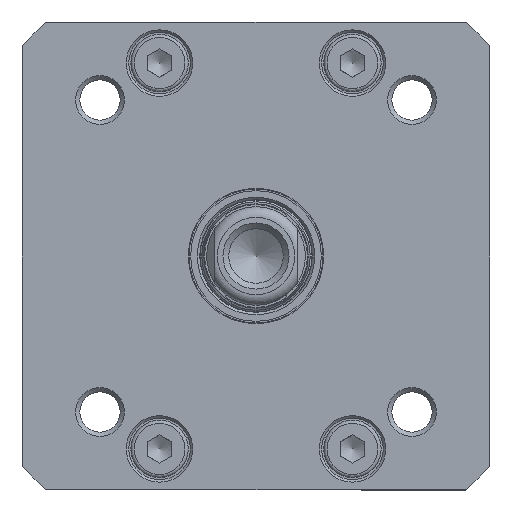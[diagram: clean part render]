
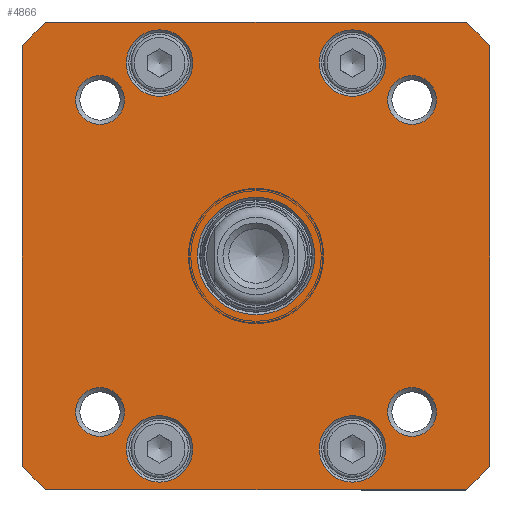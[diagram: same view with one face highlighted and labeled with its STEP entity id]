
A CAD part, front view. The second image highlights one B-rep face of the part: STEP entity #4866.
In plain terms, the highlighted face is planar.
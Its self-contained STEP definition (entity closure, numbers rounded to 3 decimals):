
#4692=CARTESIAN_POINT('',(0.,87.375,0.));
#4693=DIRECTION('',(0.0,-1.0,0.0));
#4694=DIRECTION('',(0.0,0.0,-1.0));
#4695=AXIS2_PLACEMENT_3D('',#4692,#4693,#4694);
#4696=PLANE('',#4695);
#4697=CARTESIAN_POINT('',(28.5,87.375,25.511));
#4698=VERTEX_POINT('',#4697);
#4699=CARTESIAN_POINT('',(25.511,87.375,28.5));
#4700=VERTEX_POINT('',#4699);
#4701=CARTESIAN_POINT('',(0.0,87.375,0.0));
#4702=DIRECTION('',(0.0,-1.0,0.0));
#4703=DIRECTION('',(-0.745,0.0,-0.667));
#4704=AXIS2_PLACEMENT_3D('',#4701,#4702,#4703);
#4705=CIRCLE('',#4704,38.25);
#4706=EDGE_CURVE('',#4698,#4700,#4705,.T.);
#4707=ORIENTED_EDGE('',*,*,#4706,.F.);
#4708=CARTESIAN_POINT('',(28.5,87.375,-25.511));
#4709=VERTEX_POINT('',#4708);
#4710=CARTESIAN_POINT('',(28.5,87.375,-25.511));
#4711=DIRECTION('',(0.0,0.0,1.0));
#4712=VECTOR('',#4711,51.022);
#4713=LINE('',#4710,#4712);
#4714=EDGE_CURVE('',#4709,#4698,#4713,.T.);
#4715=ORIENTED_EDGE('',*,*,#4714,.F.);
#4716=CARTESIAN_POINT('',(25.511,87.375,-28.5));
#4717=VERTEX_POINT('',#4716);
#4718=CARTESIAN_POINT('',(0.0,87.375,0.0));
#4719=DIRECTION('',(0.0,-1.0,0.0));
#4720=DIRECTION('',(-0.667,0.0,0.745));
#4721=AXIS2_PLACEMENT_3D('',#4718,#4719,#4720);
#4722=CIRCLE('',#4721,38.25);
#4723=EDGE_CURVE('',#4717,#4709,#4722,.T.);
#4724=ORIENTED_EDGE('',*,*,#4723,.F.);
#4725=CARTESIAN_POINT('',(-25.511,87.375,-28.5));
#4726=VERTEX_POINT('',#4725);
#4727=CARTESIAN_POINT('',(-25.511,87.375,-28.5));
#4728=DIRECTION('',(1.0,0.0,0.0));
#4729=VECTOR('',#4728,51.022);
#4730=LINE('',#4727,#4729);
#4731=EDGE_CURVE('',#4726,#4717,#4730,.T.);
#4732=ORIENTED_EDGE('',*,*,#4731,.F.);
#4733=CARTESIAN_POINT('',(-28.5,87.375,-25.511));
#4734=VERTEX_POINT('',#4733);
#4735=CARTESIAN_POINT('',(0.0,87.375,0.0));
#4736=DIRECTION('',(0.0,-1.0,0.0));
#4737=DIRECTION('',(0.745,0.0,0.667));
#4738=AXIS2_PLACEMENT_3D('',#4735,#4736,#4737);
#4739=CIRCLE('',#4738,38.25);
#4740=EDGE_CURVE('',#4734,#4726,#4739,.T.);
#4741=ORIENTED_EDGE('',*,*,#4740,.F.);
#4742=CARTESIAN_POINT('',(-28.5,87.375,25.511));
#4743=VERTEX_POINT('',#4742);
#4744=CARTESIAN_POINT('',(-28.5,87.375,25.511));
#4745=DIRECTION('',(0.0,0.0,-1.0));
#4746=VECTOR('',#4745,51.022);
#4747=LINE('',#4744,#4746);
#4748=EDGE_CURVE('',#4743,#4734,#4747,.T.);
#4749=ORIENTED_EDGE('',*,*,#4748,.F.);
#4750=CARTESIAN_POINT('',(-25.511,87.375,28.5));
#4751=VERTEX_POINT('',#4750);
#4752=CARTESIAN_POINT('',(0.0,87.375,0.0));
#4753=DIRECTION('',(0.0,-1.0,0.0));
#4754=DIRECTION('',(0.667,0.0,-0.745));
#4755=AXIS2_PLACEMENT_3D('',#4752,#4753,#4754);
#4756=CIRCLE('',#4755,38.25);
#4757=EDGE_CURVE('',#4751,#4743,#4756,.T.);
#4758=ORIENTED_EDGE('',*,*,#4757,.F.);
#4759=CARTESIAN_POINT('',(25.511,87.375,28.5));
#4760=DIRECTION('',(-1.0,0.0,0.0));
#4761=VECTOR('',#4760,51.022);
#4762=LINE('',#4759,#4761);
#4763=EDGE_CURVE('',#4700,#4751,#4762,.T.);
#4764=ORIENTED_EDGE('',*,*,#4763,.F.);
#4765=EDGE_LOOP('',(#4707,#4715,#4724,#4732,#4741,#4749,#4758,#4764));
#4766=FACE_OUTER_BOUND('',#4765,.T.);
#4767=CARTESIAN_POINT('',(-21.958,87.375,19.0));
#4768=VERTEX_POINT('',#4767);
#4769=CARTESIAN_POINT('',(-19.,87.375,19.0));
#4770=DIRECTION('',(0.0,1.0,0.0));
#4771=DIRECTION('',(1.0,0.0,0.0));
#4772=AXIS2_PLACEMENT_3D('',#4769,#4770,#4771);
#4773=CIRCLE('',#4772,2.959);
#4774=EDGE_CURVE('',#4768,#4768,#4773,.T.);
#4775=ORIENTED_EDGE('',*,*,#4774,.F.);
#4776=EDGE_LOOP('',(#4775));
#4777=FACE_BOUND('',#4776,.T.);
#4778=CARTESIAN_POINT('',(16.042,87.375,-19.0));
#4779=VERTEX_POINT('',#4778);
#4780=CARTESIAN_POINT('',(19.,87.375,-19.0));
#4781=DIRECTION('',(0.0,1.0,0.0));
#4782=DIRECTION('',(1.0,0.0,0.0));
#4783=AXIS2_PLACEMENT_3D('',#4780,#4781,#4782);
#4784=CIRCLE('',#4783,2.958);
#4785=EDGE_CURVE('',#4779,#4779,#4784,.T.);
#4786=ORIENTED_EDGE('',*,*,#4785,.F.);
#4787=EDGE_LOOP('',(#4786));
#4788=FACE_BOUND('',#4787,.T.);
#4789=CARTESIAN_POINT('',(7.7,87.375,23.5));
#4790=VERTEX_POINT('',#4789);
#4791=CARTESIAN_POINT('',(11.75,87.375,23.5));
#4792=DIRECTION('',(0.0,1.0,0.0));
#4793=DIRECTION('',(1.0,0.0,0.0));
#4794=AXIS2_PLACEMENT_3D('',#4791,#4792,#4793);
#4795=CIRCLE('',#4794,4.05);
#4796=EDGE_CURVE('',#4790,#4790,#4795,.T.);
#4797=ORIENTED_EDGE('',*,*,#4796,.F.);
#4798=EDGE_LOOP('',(#4797));
#4799=FACE_BOUND('',#4798,.T.);
#4800=CARTESIAN_POINT('',(7.7,87.375,-23.5));
#4801=VERTEX_POINT('',#4800);
#4802=CARTESIAN_POINT('',(11.75,87.375,-23.5));
#4803=DIRECTION('',(0.0,1.0,0.0));
#4804=DIRECTION('',(1.0,0.0,0.0));
#4805=AXIS2_PLACEMENT_3D('',#4802,#4803,#4804);
#4806=CIRCLE('',#4805,4.05);
#4807=EDGE_CURVE('',#4801,#4801,#4806,.T.);
#4808=ORIENTED_EDGE('',*,*,#4807,.F.);
#4809=EDGE_LOOP('',(#4808));
#4810=FACE_BOUND('',#4809,.T.);
#4811=CARTESIAN_POINT('',(7.15,87.375,0.));
#4812=VERTEX_POINT('',#4811);
#4813=CARTESIAN_POINT('',(0.0,87.375,0.0));
#4814=DIRECTION('',(0.0,1.0,0.0));
#4815=DIRECTION('',(-1.0,0.0,0.0));
#4816=AXIS2_PLACEMENT_3D('',#4813,#4814,#4815);
#4817=CIRCLE('',#4816,7.15);
#4818=EDGE_CURVE('',#4812,#4812,#4817,.T.);
#4819=ORIENTED_EDGE('',*,*,#4818,.F.);
#4820=EDGE_LOOP('',(#4819));
#4821=FACE_BOUND('',#4820,.T.);
#4822=CARTESIAN_POINT('',(-15.8,87.375,-23.5));
#4823=VERTEX_POINT('',#4822);
#4824=CARTESIAN_POINT('',(-11.75,87.375,-23.5));
#4825=DIRECTION('',(0.0,1.0,0.0));
#4826=DIRECTION('',(1.0,0.0,0.0));
#4827=AXIS2_PLACEMENT_3D('',#4824,#4825,#4826);
#4828=CIRCLE('',#4827,4.05);
#4829=EDGE_CURVE('',#4823,#4823,#4828,.T.);
#4830=ORIENTED_EDGE('',*,*,#4829,.F.);
#4831=EDGE_LOOP('',(#4830));
#4832=FACE_BOUND('',#4831,.T.);
#4833=CARTESIAN_POINT('',(-15.8,87.375,23.5));
#4834=VERTEX_POINT('',#4833);
#4835=CARTESIAN_POINT('',(-11.75,87.375,23.5));
#4836=DIRECTION('',(0.0,1.0,0.0));
#4837=DIRECTION('',(1.0,0.0,0.0));
#4838=AXIS2_PLACEMENT_3D('',#4835,#4836,#4837);
#4839=CIRCLE('',#4838,4.05);
#4840=EDGE_CURVE('',#4834,#4834,#4839,.T.);
#4841=ORIENTED_EDGE('',*,*,#4840,.F.);
#4842=EDGE_LOOP('',(#4841));
#4843=FACE_BOUND('',#4842,.T.);
#4844=CARTESIAN_POINT('',(-21.958,87.375,-19.));
#4845=VERTEX_POINT('',#4844);
#4846=CARTESIAN_POINT('',(-19.0,87.375,-19.));
#4847=DIRECTION('',(0.0,1.0,0.0));
#4848=DIRECTION('',(1.0,0.0,0.0));
#4849=AXIS2_PLACEMENT_3D('',#4846,#4847,#4848);
#4850=CIRCLE('',#4849,2.959);
#4851=EDGE_CURVE('',#4845,#4845,#4850,.T.);
#4852=ORIENTED_EDGE('',*,*,#4851,.F.);
#4853=EDGE_LOOP('',(#4852));
#4854=FACE_BOUND('',#4853,.T.);
#4855=CARTESIAN_POINT('',(16.042,87.375,19.));
#4856=VERTEX_POINT('',#4855);
#4857=CARTESIAN_POINT('',(19.0,87.375,19.));
#4858=DIRECTION('',(0.0,1.0,0.0));
#4859=DIRECTION('',(1.0,0.0,0.0));
#4860=AXIS2_PLACEMENT_3D('',#4857,#4858,#4859);
#4861=CIRCLE('',#4860,2.958);
#4862=EDGE_CURVE('',#4856,#4856,#4861,.T.);
#4863=ORIENTED_EDGE('',*,*,#4862,.F.);
#4864=EDGE_LOOP('',(#4863));
#4865=FACE_BOUND('',#4864,.T.);
#4866=ADVANCED_FACE('',(#4766,#4777,#4788,#4799,#4810,#4821,#4832,#4843,#4854,#4865),#4696,.F.);
